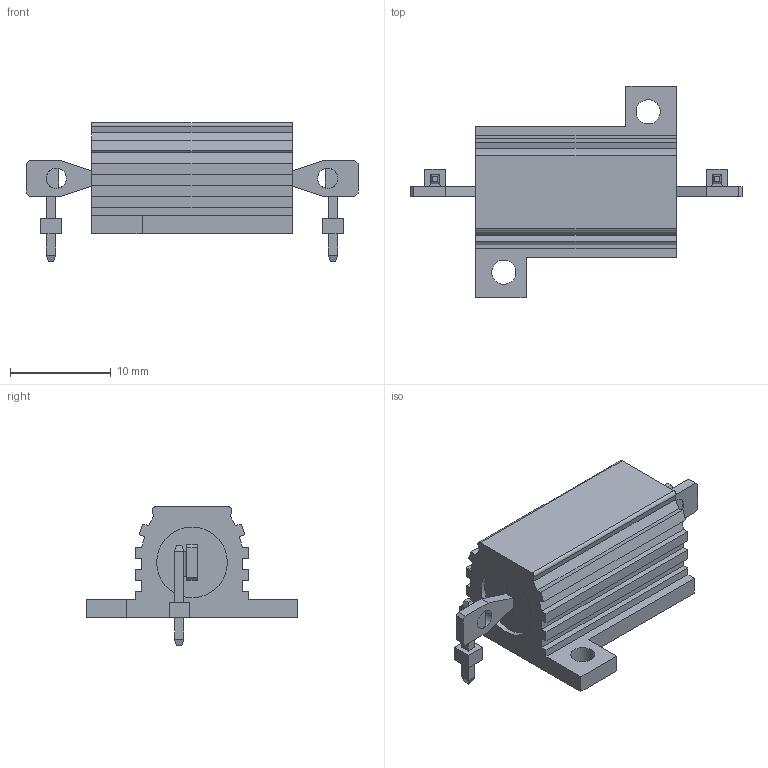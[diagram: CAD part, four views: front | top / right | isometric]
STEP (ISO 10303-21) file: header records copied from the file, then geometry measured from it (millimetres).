
FILE_DESCRIPTION(('FreeCAD Model'),'2;1');
FILE_NAME('HS15.step','2017-06-08T16:59:58',( 'kicad StepUp'),('ksu MCAD'),'Open CASCADE STEP processor 6.8', 'FreeCAD','Unknown');
FILE_SCHEMA(('AUTOMOTIVE_DESIGN_CC2 { 1 2 10303 214 -1 1 5 4 }'));
Length unit declared in the file: millimetre
Products named in the file (1): HS15
Bounding box: 32.9 x 21 x 13.7 mm (x, y, z)
Volume: 2372.9 mm3; surface area: 1640.1 mm2
Topology: 1 solids, 1 shells, 138 faces, 360 edges, 232 vertices
Faces by surface type: plane 126, cylinder 12
Full cylindrical faces by diameter (mm): 2 x2, 2.4 x2, 7 x2
Entity records: 5136 total; most frequent: CARTESIAN_POINT 731, ORIENTED_EDGE 720, DIRECTION 666, EDGE_CURVE 360, LINE 332, VECTOR 332, VERTEX_POINT 232, AXIS2_PLACEMENT_3D 167
